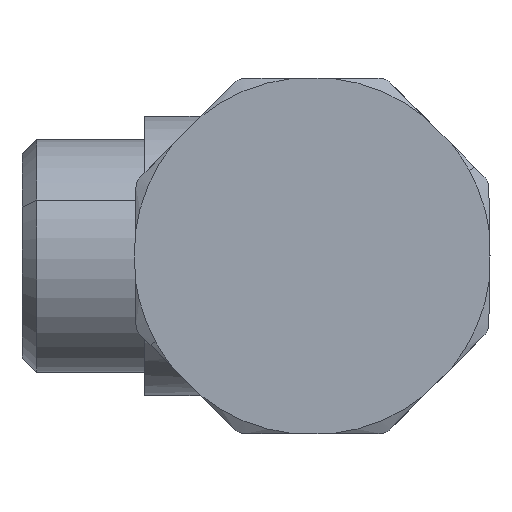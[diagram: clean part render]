
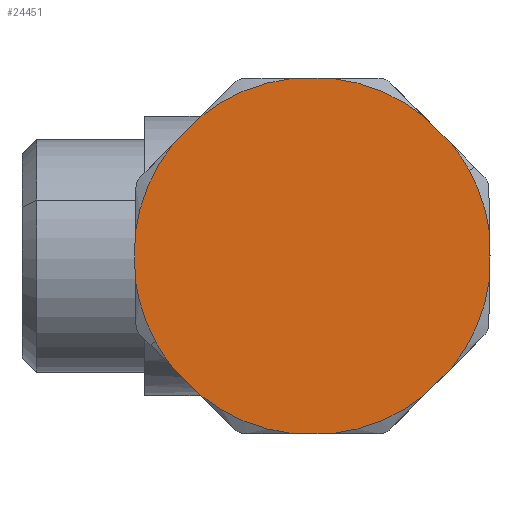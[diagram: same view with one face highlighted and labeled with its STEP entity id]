
A CAD part, left-side view. The second image highlights one B-rep face of the part: STEP entity #24451.
In plain terms, the highlighted planar face has unit normal (-1, 0, 0).
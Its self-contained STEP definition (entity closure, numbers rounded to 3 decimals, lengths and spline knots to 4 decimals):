
#983=CARTESIAN_POINT('',(-3.1496,0.4924,
-0.3929));
#994=CARTESIAN_POINT('',(-3.1496,0.,0.));
#995=DIRECTION('',(-1.,0.,0.));
#996=DIRECTION('',(0.,0.624,-0.782));
#997=AXIS2_PLACEMENT_3D('',#994,#995,#996);
#999=DIRECTION('',(0.,0.707,0.707));
#1000=VECTOR('',#999,0.1406);
#1001=CARTESIAN_POINT('',(-3.1496,0.3929,
-0.4924));
#1002=LINE('',#1001,#1000);
#1003=CARTESIAN_POINT('',(-3.1496,0.,0.));
#1004=DIRECTION('',(-1.,0.,0.));
#1005=DIRECTION('',(0.,0.878,-0.479));
#1006=AXIS2_PLACEMENT_3D('',#1003,#1004,#1005);
#1008=CARTESIAN_POINT('',(-3.1496,0.,0.));
#1009=DIRECTION('',(-1.,0.,0.));
#1010=DIRECTION('',(0.,0.992,-0.129));
#1011=AXIS2_PLACEMENT_3D('',#1008,#1009,#1010);
#1013=DIRECTION('',(0.,-0.017,-1.));
#1014=VECTOR('',#1013,0.0812);
#1015=CARTESIAN_POINT('',(-3.1496,0.6261,0.));
#1016=LINE('',#1015,#1014);
#1017=DIRECTION('',(0.,0.017,-1.));
#1018=VECTOR('',#1017,0.0812);
#1019=CARTESIAN_POINT('',(-3.1496,0.6247,
0.0812));
#1020=LINE('',#1019,#1018);
#1021=CARTESIAN_POINT('',(-3.1496,0.,0.));
#1022=DIRECTION('',(-1.,0.,0.));
#1023=DIRECTION('',(0.,0.782,0.624));
#1024=AXIS2_PLACEMENT_3D('',#1021,#1022,#1023);
#1026=DIRECTION('',(0.,-0.707,0.707));
#1027=VECTOR('',#1026,0.1406);
#1028=CARTESIAN_POINT('',(-3.1496,0.4924,
0.3929));
#1029=LINE('',#1028,#1027);
#1030=CARTESIAN_POINT('',(-3.1496,0.,0.));
#1031=DIRECTION('',(-1.,0.,0.));
#1032=DIRECTION('',(0.,0.112,0.994));
#1033=AXIS2_PLACEMENT_3D('',#1030,#1031,#1032);
#1035=DIRECTION('',(0.,-1.,0.));
#1036=VECTOR('',#1035,0.1406);
#1037=CARTESIAN_POINT('',(-3.1496,0.0703,
0.626));
#1038=LINE('',#1037,#1036);
#1039=CARTESIAN_POINT('',(-3.1496,0.,0.));
#1040=DIRECTION('',(-1.,0.,0.));
#1041=DIRECTION('',(0.,-0.624,0.782));
#1042=AXIS2_PLACEMENT_3D('',#1039,#1040,#1041);
#1044=DIRECTION('',(0.,-0.707,-0.707));
#1045=VECTOR('',#1044,0.1406);
#1046=CARTESIAN_POINT('',(-3.1496,-0.3929,
0.4924));
#1047=LINE('',#1046,#1045);
#1048=CARTESIAN_POINT('',(-3.1496,0.,0.));
#1049=DIRECTION('',(-1.,0.,0.));
#1050=DIRECTION('',(0.,-0.878,0.479));
#1051=AXIS2_PLACEMENT_3D('',#1048,#1049,#1050);
#1053=CARTESIAN_POINT('',(-3.1496,0.,0.));
#1054=DIRECTION('',(-1.,0.,0.));
#1055=DIRECTION('',(0.,-0.992,0.129));
#1056=AXIS2_PLACEMENT_3D('',#1053,#1054,#1055);
#1058=DIRECTION('',(0.,0.017,1.));
#1059=VECTOR('',#1058,0.0812);
#1060=CARTESIAN_POINT('',(-3.1496,-0.6261,0.));
#1061=LINE('',#1060,#1059);
#1062=DIRECTION('',(0.,0.017,-1.));
#1063=VECTOR('',#1062,0.0812);
#1064=CARTESIAN_POINT('',(-3.1496,-0.6261,0.));
#1065=LINE('',#1064,#1063);
#1066=CARTESIAN_POINT('',(-3.1496,0.,0.));
#1067=DIRECTION('',(-1.,0.,0.));
#1068=DIRECTION('',(0.,-0.782,-0.624));
#1069=AXIS2_PLACEMENT_3D('',#1066,#1067,#1068);
#1071=DIRECTION('',(0.,0.707,-0.707));
#1072=VECTOR('',#1071,0.1406);
#1073=CARTESIAN_POINT('',(-3.1496,-0.4924,
-0.3929));
#1074=LINE('',#1073,#1072);
#1075=CARTESIAN_POINT('',(-3.1496,0.,0.));
#1076=DIRECTION('',(-1.,0.,0.));
#1077=DIRECTION('',(0.,-0.112,-0.994));
#1078=AXIS2_PLACEMENT_3D('',#1075,#1076,#1077);
#1080=DIRECTION('',(0.,1.,0.));
#1081=VECTOR('',#1080,0.1406);
#1082=CARTESIAN_POINT('',(-3.1496,-0.0703,
-0.626));
#1083=LINE('',#1082,#1081);
#1084=CARTESIAN_POINT('',(-3.1496,0.0703,
-0.626));
#1114=CARTESIAN_POINT('',(-3.1496,-0.3929,
-0.4924));
#1144=CARTESIAN_POINT('',(-3.1496,-0.6247,
-0.0812));
#1290=CARTESIAN_POINT('',(-3.1496,0.6247,
0.0812));
#1365=CARTESIAN_POINT('',(-3.1496,-0.4924,
0.3929));
#1372=CARTESIAN_POINT('',(-3.1496,-0.0703,
0.626));
#1394=CARTESIAN_POINT('',(-3.1496,0.3929,
0.4924));
#19783=VERTEX_POINT('',#1114);
#19784=CARTESIAN_POINT('',(-3.1496,-0.4924,
-0.3929));
#19785=VERTEX_POINT('',#19784);
#19790=VERTEX_POINT('',#1084);
#19791=CARTESIAN_POINT('',(-3.1496,-0.0703,
-0.626));
#19792=VERTEX_POINT('',#19791);
#19798=VERTEX_POINT('',#983);
#19799=CARTESIAN_POINT('',(-3.1496,0.3929,
-0.4924));
#19800=VERTEX_POINT('',#19799);
#19804=CARTESIAN_POINT('',(-3.1496,0.6261,0.));
#19805=VERTEX_POINT('',#19804);
#19806=CARTESIAN_POINT('',(-3.1496,0.6247,
-0.0812));
#19807=VERTEX_POINT('',#19806);
#19842=VERTEX_POINT('',#1394);
#19843=CARTESIAN_POINT('',(-3.1496,0.4924,
0.3929));
#19844=VERTEX_POINT('',#19843);
#19849=VERTEX_POINT('',#1372);
#19850=CARTESIAN_POINT('',(-3.1496,0.0703,
0.626));
#19851=VERTEX_POINT('',#19850);
#19857=VERTEX_POINT('',#1365);
#19858=CARTESIAN_POINT('',(-3.1496,-0.3929,
0.4924));
#19859=VERTEX_POINT('',#19858);
#19860=CARTESIAN_POINT('',(-3.1496,-0.6261,0.));
#19861=CARTESIAN_POINT('',(-3.1496,-0.6247,
0.0812));
#19862=VERTEX_POINT('',#19860);
#19863=VERTEX_POINT('',#19861);
#19867=VERTEX_POINT('',#1144);
#19897=VERTEX_POINT('',#1290);
#19948=CARTESIAN_POINT('',(-3.1496,0.5528,
-0.302));
#19949=VERTEX_POINT('',#19948);
#19950=CARTESIAN_POINT('',(-3.1496,-0.5528,
0.302));
#19951=VERTEX_POINT('',#19950);
#24410=CARTESIAN_POINT('',(-3.1496,-0.6299,0.));
#24411=DIRECTION('',(-1.,0.,0.));
#24412=DIRECTION('',(0.,1.,0.));
#24413=AXIS2_PLACEMENT_3D('',#24410,#24411,#24412);
#24414=PLANE('',#24413);
#24416=ORIENTED_EDGE('',*,*,#24415,.F.);
#24418=ORIENTED_EDGE('',*,*,#24417,.T.);
#24419=ORIENTED_EDGE('',*,*,#24402,.F.);
#24420=ORIENTED_EDGE('',*,*,#24392,.F.);
#24421=ORIENTED_EDGE('',*,*,#24311,.F.);
#24422=ORIENTED_EDGE('',*,*,#24297,.F.);
#24424=ORIENTED_EDGE('',*,*,#24423,.F.);
#24426=ORIENTED_EDGE('',*,*,#24425,.T.);
#24428=ORIENTED_EDGE('',*,*,#24427,.F.);
#24430=ORIENTED_EDGE('',*,*,#24429,.T.);
#24432=ORIENTED_EDGE('',*,*,#24431,.F.);
#24434=ORIENTED_EDGE('',*,*,#24433,.T.);
#24436=ORIENTED_EDGE('',*,*,#24435,.F.);
#24438=ORIENTED_EDGE('',*,*,#24437,.F.);
#24439=ORIENTED_EDGE('',*,*,#23986,.F.);
#24440=ORIENTED_EDGE('',*,*,#24008,.T.);
#24442=ORIENTED_EDGE('',*,*,#24441,.F.);
#24444=ORIENTED_EDGE('',*,*,#24443,.T.);
#24446=ORIENTED_EDGE('',*,*,#24445,.F.);
#24448=ORIENTED_EDGE('',*,*,#24447,.T.);
#24449=EDGE_LOOP('',(#24416,#24418,#24419,#24420,#24421,#24422,#24424,#24426,
#24428,#24430,#24432,#24434,#24436,#24438,#24439,#24440,#24442,#24444,#24446,
#24448));
#24450=FACE_OUTER_BOUND('',#24449,.F.);
#24451=ADVANCED_FACE('',(#24450),#24414,.T.);
#998=CIRCLE('',#997,0.6299);
#1007=CIRCLE('',#1006,0.6299);
#1012=CIRCLE('',#1011,0.6299);
#1025=CIRCLE('',#1024,0.6299);
#1034=CIRCLE('',#1033,0.6299);
#1043=CIRCLE('',#1042,0.6299);
#1052=CIRCLE('',#1051,0.6299);
#1057=CIRCLE('',#1056,0.6299);
#1070=CIRCLE('',#1069,0.6299);
#1079=CIRCLE('',#1078,0.6299);
#23986=EDGE_CURVE('',#19862,#19863,#1061,.T.);
#24008=EDGE_CURVE('',#19862,#19867,#1065,.T.);
#24297=EDGE_CURVE('',#19897,#19805,#1020,.T.);
#24311=EDGE_CURVE('',#19805,#19807,#1016,.T.);
#24392=EDGE_CURVE('',#19807,#19949,#1012,.T.);
#24402=EDGE_CURVE('',#19949,#19798,#1007,.T.);
#24415=EDGE_CURVE('',#19800,#19790,#998,.T.);
#24417=EDGE_CURVE('',#19800,#19798,#1002,.T.);
#24423=EDGE_CURVE('',#19844,#19897,#1025,.T.);
#24425=EDGE_CURVE('',#19844,#19842,#1029,.T.);
#24427=EDGE_CURVE('',#19851,#19842,#1034,.T.);
#24429=EDGE_CURVE('',#19851,#19849,#1038,.T.);
#24431=EDGE_CURVE('',#19859,#19849,#1043,.T.);
#24433=EDGE_CURVE('',#19859,#19857,#1047,.T.);
#24435=EDGE_CURVE('',#19951,#19857,#1052,.T.);
#24437=EDGE_CURVE('',#19863,#19951,#1057,.T.);
#24441=EDGE_CURVE('',#19785,#19867,#1070,.T.);
#24443=EDGE_CURVE('',#19785,#19783,#1074,.T.);
#24445=EDGE_CURVE('',#19792,#19783,#1079,.T.);
#24447=EDGE_CURVE('',#19792,#19790,#1083,.T.);
